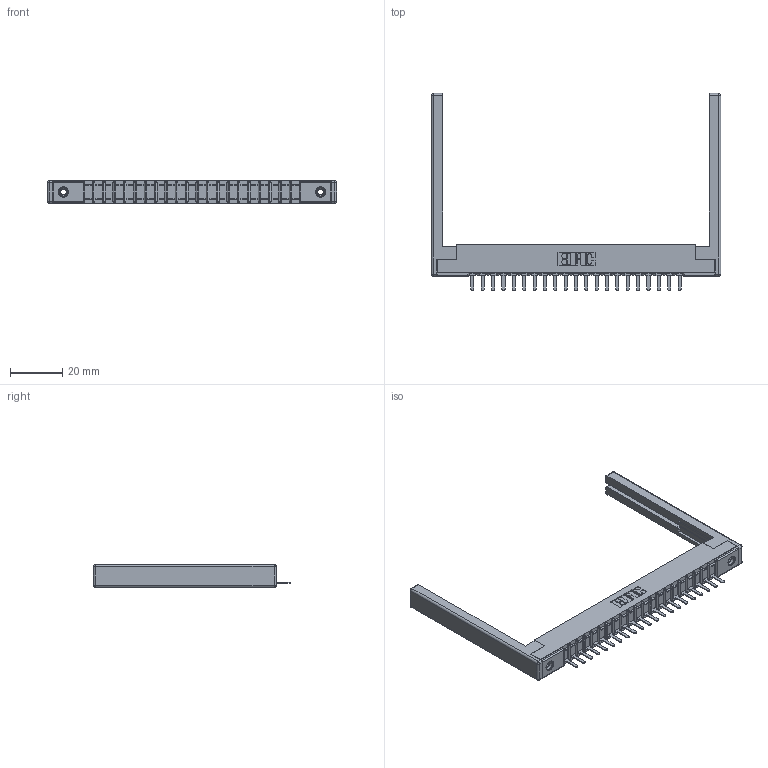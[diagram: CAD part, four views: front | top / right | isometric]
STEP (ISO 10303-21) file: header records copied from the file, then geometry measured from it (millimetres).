
FILE_DESCRIPTION (( 'STEP AP203' ), '1' );
FILE_NAME ('307-021-521-168.STEP', '2019-09-04T23:31:07', ( '' ), ( '' ), 'SwSTEP 2.0', 'SolidWorks 2016', '' );
FILE_SCHEMA (( 'CONFIG_CONTROL_DESIGN' ));
Length unit declared in the file: inch
Products named in the file (5): 307-220-068; 307 Part_.156 Dia Mounting Holes; 307-021-521-168; 345-250-001_345-250-001-102; 307-290-002_521
Assembly tree (26 placements, depth 2):
  307-021-521-168
    307 Part_.156 Dia Mounting Holes
    307-290-002_521  x21
    307-220-068  x2
    345-250-001_345-250-001-102  x2
Bounding box: 110.64 x 75.39 x 8.71 mm (x, y, z)
Volume: 11863.9 mm3; surface area: 17264.3 mm2
Topology: 26 solids, 26 shells, 1848 faces, 5585 edges, 3642 vertices
Faces by surface type: plane 1103, cylinder 677, sphere 52, cone 12, torus 4
Entity records: 24069 total; most frequent: CARTESIAN_POINT 4021, ORIENTED_EDGE 4000, DIRECTION 3934, EDGE_CURVE 2000, LINE 1520, VECTOR 1520, VERTEX_POINT 1294, AXIS2_PLACEMENT_3D 1207
